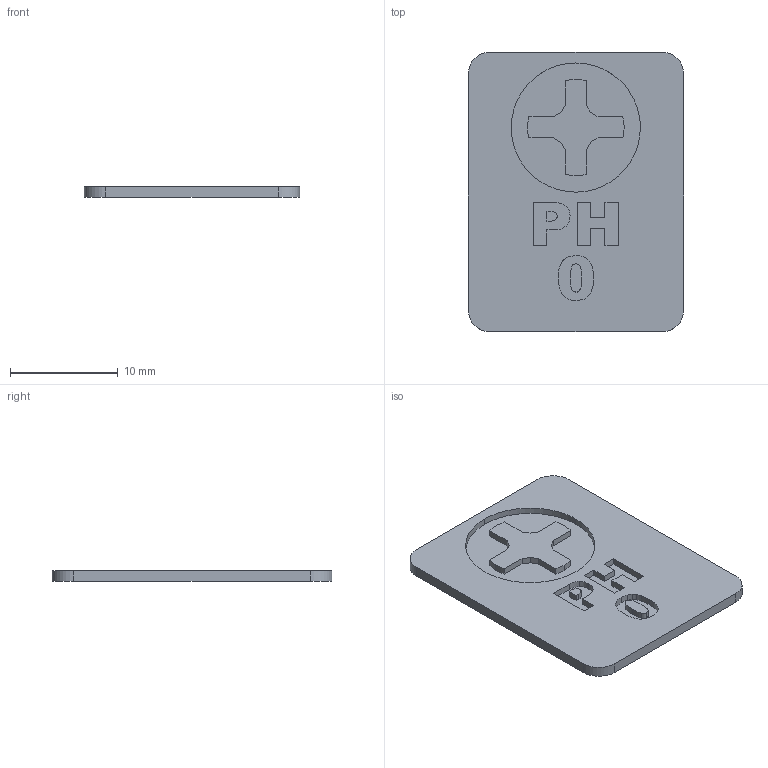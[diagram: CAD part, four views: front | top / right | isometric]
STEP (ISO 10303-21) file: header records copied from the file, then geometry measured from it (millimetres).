
FILE_DESCRIPTION(/* description */ (''),/* implementation_level */ '2;1');
FILE_NAME(/* name */ 'PH 0 body.step',/* time_stamp */ '2023-03-31T17:55:09+02:00',/* author */ (''),/* organization */ (''),/* preprocessor_version */ 'ST-DEVELOPER v19.2',/* originating_system */ 'Autodesk Translation Framework v11.17.0.187',/* authorisation */ '');
FILE_SCHEMA (('AUTOMOTIVE_DESIGN { 1 0 10303 214 3 1 1 }'));
Length unit declared in the file: millimetre
Products named in the file (1): PH 0 body
Bounding box: 20 x 26 x 1 mm (x, y, z)
Volume: 450.9 mm3; surface area: 1198.2 mm2
Topology: 1 solids, 1 shells, 95 faces, 258 edges, 172 vertices
Faces by surface type: plane 49, bspline 42, cylinder 4
Entity records: 3305 total; most frequent: CARTESIAN_POINT 1176, ORIENTED_EDGE 516, DIRECTION 290, EDGE_CURVE 258, VERTEX_POINT 172, LINE 166, VECTOR 166, EDGE_LOOP 102
